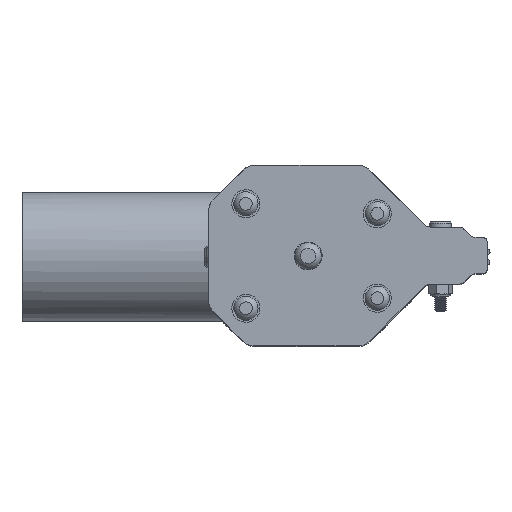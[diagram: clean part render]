
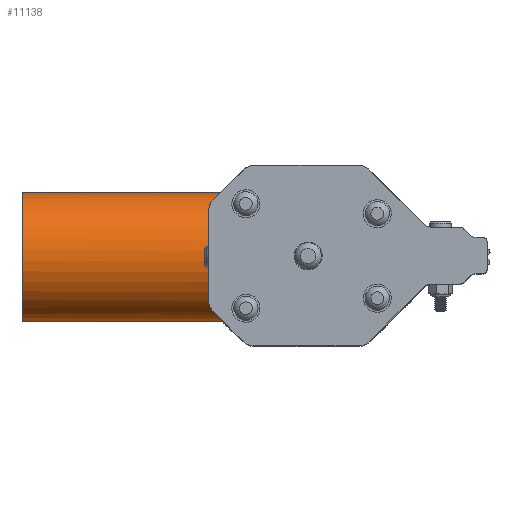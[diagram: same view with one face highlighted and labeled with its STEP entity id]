
A CAD part, left-side view. The second image highlights one B-rep face of the part: STEP entity #11138.
In plain terms, the highlighted cylindrical face has radius 25.4 mm (diameter 50.8 mm), a full revolution.
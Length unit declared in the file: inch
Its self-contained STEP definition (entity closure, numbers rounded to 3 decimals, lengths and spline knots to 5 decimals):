
#15=ELLIPSE('',#12553,1.41421,1.);
#16=ELLIPSE('',#12561,1.41421,1.);
#871=FACE_BOUND('',#3944,.T.);
#1278=LINE('',#55552,#1696);
#1284=LINE('',#55569,#1702);
#1696=VECTOR('',#15780,0.3937);
#1702=VECTOR('',#15800,0.3937);
#2824=FACE_OUTER_BOUND('',#3943,.T.);
#3943=EDGE_LOOP('',(#10135,#10136,#10137,#10138,#10139,#10140,#10141,#10142,
#10143,#10144));
#3944=EDGE_LOOP('',(#10145));
#4042=B_SPLINE_CURVE_WITH_KNOTS('',3,(#55577,#55578,#55579,#55580,#55581,
#55582),.UNSPECIFIED.,.F.,.F.,(4,2,4),(0.12926,0.20081,
0.2868),.UNSPECIFIED.);
#4043=B_SPLINE_CURVE_WITH_KNOTS('',3,(#55590,#55591,#55592,#55593,#55594,
#55595),.UNSPECIFIED.,.F.,.F.,(4,2,4),(0.83398,0.91998,
0.99152),.UNSPECIFIED.);
#4702=CIRCLE('',#12551,1.);
#4703=CIRCLE('',#12555,1.);
#4704=CIRCLE('',#12558,1.);
#4705=CIRCLE('',#12564,1.);
#4706=CIRCLE('',#12566,1.);
#5729=VERTEX_POINT('',#55550);
#5730=VERTEX_POINT('',#55551);
#5731=VERTEX_POINT('',#55556);
#5732=VERTEX_POINT('',#55560);
#5733=VERTEX_POINT('',#55564);
#5734=VERTEX_POINT('',#55568);
#5735=VERTEX_POINT('',#55572);
#5736=VERTEX_POINT('',#55576);
#5737=VERTEX_POINT('',#55585);
#5738=VERTEX_POINT('',#55589);
#5739=VERTEX_POINT('',#55600);
#7188=EDGE_CURVE('',#5729,#5730,#1278,.T.);
#7191=EDGE_CURVE('',#5731,#5729,#4702,.T.);
#7193=EDGE_CURVE('',#5732,#5731,#15,.T.);
#7195=EDGE_CURVE('',#5733,#5732,#4703,.T.);
#7197=EDGE_CURVE('',#5734,#5733,#1284,.T.);
#7199=EDGE_CURVE('',#5735,#5734,#4704,.T.);
#7201=EDGE_CURVE('',#5736,#5735,#4042,.T.);
#7203=EDGE_CURVE('',#5737,#5736,#16,.T.);
#7205=EDGE_CURVE('',#5738,#5737,#4043,.T.);
#7207=EDGE_CURVE('',#5730,#5738,#4705,.T.);
#7208=EDGE_CURVE('',#5739,#5739,#4706,.T.);
#10135=ORIENTED_EDGE('',*,*,#7207,.T.);
#10136=ORIENTED_EDGE('',*,*,#7205,.T.);
#10137=ORIENTED_EDGE('',*,*,#7203,.T.);
#10138=ORIENTED_EDGE('',*,*,#7201,.T.);
#10139=ORIENTED_EDGE('',*,*,#7199,.T.);
#10140=ORIENTED_EDGE('',*,*,#7197,.T.);
#10141=ORIENTED_EDGE('',*,*,#7195,.T.);
#10142=ORIENTED_EDGE('',*,*,#7193,.T.);
#10143=ORIENTED_EDGE('',*,*,#7191,.T.);
#10144=ORIENTED_EDGE('',*,*,#7188,.T.);
#10145=ORIENTED_EDGE('',*,*,#7208,.F.);
#10360=CYLINDRICAL_SURFACE('',#12565,1.);
#11138=ADVANCED_FACE('',(#2824,#871),#10360,.T.);
#12551=AXIS2_PLACEMENT_3D('',#55557,#15785,#15786);
#12553=AXIS2_PLACEMENT_3D('',#55561,#15790,#15791);
#12555=AXIS2_PLACEMENT_3D('',#55565,#15795,#15796);
#12558=AXIS2_PLACEMENT_3D('',#55573,#15804,#15805);
#12561=AXIS2_PLACEMENT_3D('',#55586,#15812,#15813);
#12564=AXIS2_PLACEMENT_3D('',#55598,#15820,#15821);
#12565=AXIS2_PLACEMENT_3D('',#55599,#15822,#15823);
#12566=AXIS2_PLACEMENT_3D('',#55601,#15824,#15825);
#15780=DIRECTION('',(0.,-1.,0.));
#15785=DIRECTION('center_axis',(0.,1.,0.));
#15786=DIRECTION('ref_axis',(-0.815,0.,-0.579));
#15790=DIRECTION('center_axis',(0.,0.707,
0.707));
#15791=DIRECTION('ref_axis',(0.,0.707,-0.707));
#15795=DIRECTION('center_axis',(0.,1.,0.));
#15796=DIRECTION('ref_axis',(-0.815,0.,-0.579));
#15800=DIRECTION('',(0.,1.,0.));
#15804=DIRECTION('center_axis',(0.,1.,0.));
#15805=DIRECTION('ref_axis',(-0.815,0.,-0.579));
#15812=DIRECTION('center_axis',(0.,0.707,
-0.707));
#15813=DIRECTION('ref_axis',(0.,-0.707,-0.707));
#15820=DIRECTION('center_axis',(0.,1.,0.));
#15821=DIRECTION('ref_axis',(-0.815,0.,-0.579));
#15822=DIRECTION('center_axis',(0.,1.,0.));
#15823=DIRECTION('ref_axis',(-0.815,0.,-0.579));
#15824=DIRECTION('center_axis',(0.,1.,0.));
#15825=DIRECTION('ref_axis',(-0.815,0.,-0.579));
#55550=CARTESIAN_POINT('',(0.52306,0.61104,-0.667));
#55551=CARTESIAN_POINT('',(0.52306,0.56104,-0.667));
#55552=CARTESIAN_POINT('',(0.52306,0.11104,-0.667));
#55556=CARTESIAN_POINT('',(0.50529,0.61104,0.68633));
#55557=CARTESIAN_POINT('Origin',(-0.222,0.61104,0.));
#55560=CARTESIAN_POINT('',(-0.94929,0.61104,0.68633));
#55561=CARTESIAN_POINT('Origin',(-0.222,1.29737,0.));
#55564=CARTESIAN_POINT('',(-0.96705,0.61104,-0.667));
#55565=CARTESIAN_POINT('Origin',(-0.222,0.61104,0.));
#55568=CARTESIAN_POINT('',(-0.96705,0.56104,-0.667));
#55569=CARTESIAN_POINT('',(-0.96705,0.11104,-0.667));
#55572=CARTESIAN_POINT('',(-0.92959,0.56104,-0.70662));
#55573=CARTESIAN_POINT('Origin',(-0.222,0.56104,0.));
#55576=CARTESIAN_POINT('',(-0.88452,0.54347,-0.74904));
#55577=CARTESIAN_POINT('Ctrl Pts',(-0.88452,0.54347,
-0.74904));
#55578=CARTESIAN_POINT('Ctrl Pts',(-0.89049,0.54876,
-0.74376));
#55579=CARTESIAN_POINT('Ctrl Pts',(-0.89733,0.55294,
-0.73758));
#55580=CARTESIAN_POINT('Ctrl Pts',(-0.91284,0.55938,
-0.72309));
#55581=CARTESIAN_POINT('Ctrl Pts',(-0.92162,0.56104,
-0.7146));
#55582=CARTESIAN_POINT('Ctrl Pts',(-0.92959,0.56104,
-0.70662));
#55585=CARTESIAN_POINT('',(0.44052,0.54347,-0.74904));
#55586=CARTESIAN_POINT('Origin',(-0.222,1.29251,0.));
#55589=CARTESIAN_POINT('',(0.4856,0.56104,-0.70662));
#55590=CARTESIAN_POINT('Ctrl Pts',(0.4856,0.56104,
-0.70662));
#55591=CARTESIAN_POINT('Ctrl Pts',(0.47762,0.56104,
-0.7146));
#55592=CARTESIAN_POINT('Ctrl Pts',(0.46885,0.55938,
-0.72309));
#55593=CARTESIAN_POINT('Ctrl Pts',(0.45333,0.55294,
-0.73758));
#55594=CARTESIAN_POINT('Ctrl Pts',(0.4465,0.54876,
-0.74376));
#55595=CARTESIAN_POINT('Ctrl Pts',(0.44052,0.54347,-0.74904));
#55598=CARTESIAN_POINT('Origin',(-0.222,0.56104,0.));
#55599=CARTESIAN_POINT('Origin',(-0.222,0.11104,0.));
#55600=CARTESIAN_POINT('',(0.778,3.61104,0.));
#55601=CARTESIAN_POINT('Origin',(-0.222,3.61104,0.));
